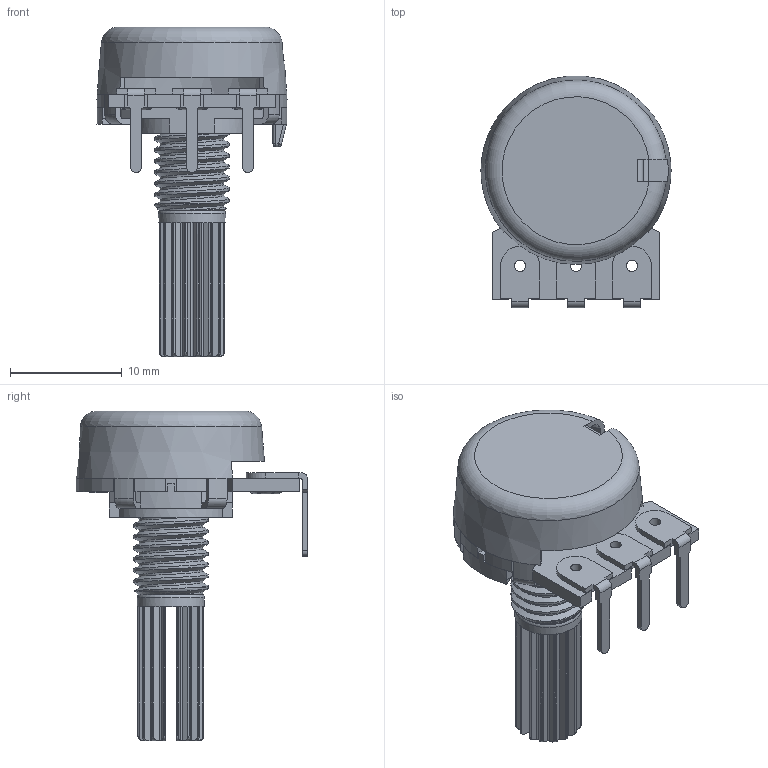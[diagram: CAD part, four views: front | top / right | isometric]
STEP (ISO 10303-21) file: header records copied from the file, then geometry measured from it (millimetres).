
FILE_DESCRIPTION(/* description */ ('STEP AP242','CAx-IF Rec.Pracs.---Representation and Presentation of Product Manufacturing Information (PMI)---4.0---2014-10-13','CAx-IF Rec.Pracs.---3D Tessellated Geometry---0.4---2014-09-14','2;1'),/* implementation_level */ '2;1');
FILE_NAME(/* name */ '6651185100e20126c0ad7de2',/* time_stamp */ '2024-05-24T22:44:34Z',/* author */ (''),/* organization */ (''),/* preprocessor_version */ 'ST-DEVELOPER v20',/* originating_system */ ' ',/* authorisation */ ' ');
FILE_SCHEMA (('AP242_MANAGED_MODEL_BASED_3D_ENGINEERING_MIM_LF { 1 0 10303 442 1 1 4 }'));
Length unit declared in the file: metre
Products named in the file (8): BASE; PIN; TEXT; PCB; Curve 1; AXIS
Bounding box: 17 x 20.72 x 29.5 mm (x, y, z)
Volume: 1328 mm3; surface area: 3057.9 mm2
Topology: 7 solids, 8 shells, 499 faces, 1341 edges, 880 vertices
Faces by surface type: plane 303, cylinder 107, bspline 48, torus 33, cone 4, sphere 4
Full cylindrical faces by diameter (mm): 1 x3, 1.5 x6, 6 x1
Entity records: 18080 total; most frequent: CARTESIAN_POINT 5836, ORIENTED_EDGE 2612, DIRECTION 2308, EDGE_CURVE 1306, VERTEX_POINT 865, AXIS2_PLACEMENT_3D 775, LINE 758, VECTOR 758
